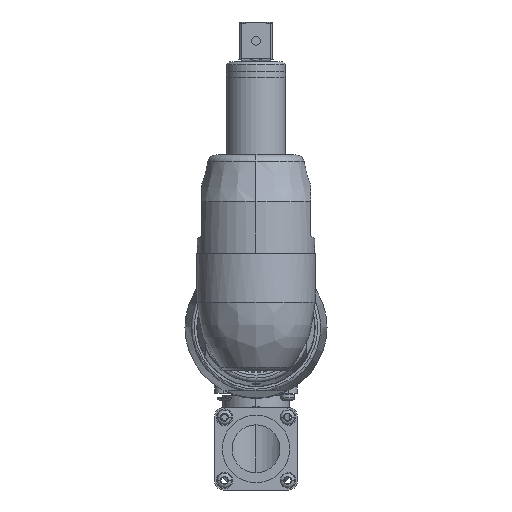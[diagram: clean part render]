
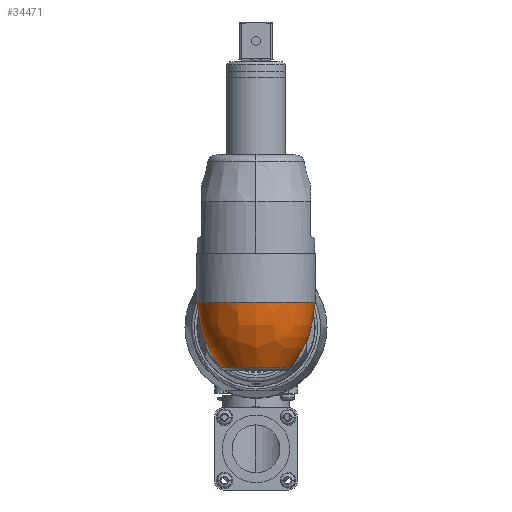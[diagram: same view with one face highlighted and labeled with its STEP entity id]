
A CAD part, left-side view. The second image highlights one B-rep face of the part: STEP entity #34471.
In plain terms, the highlighted free-form (B-spline) face has degree [3, 3] with [7, 4] control points.
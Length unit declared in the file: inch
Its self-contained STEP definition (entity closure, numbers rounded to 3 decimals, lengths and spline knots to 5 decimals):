
#25357=CARTESIAN_POINT('',(-14.2627,0.,-0.591));
#25358=DIRECTION('',(0.,0.,1.));
#25359=DIRECTION('',(0.766,0.643,0.));
#25360=AXIS2_PLACEMENT_3D('',#25357,#25358,#25359);
#25372=CARTESIAN_POINT('',(-14.2627,0.,0.375));
#25373=DIRECTION('',(0.,0.,-1.));
#25374=DIRECTION('',(0.73,-0.683,0.));
#25375=AXIS2_PLACEMENT_3D('',#25372,#25373,#25374);
#32226=CARTESIAN_POINT('',(-13.85956,-0.33831,
-0.591));
#32227=CARTESIAN_POINT('',(-13.86217,-0.3562,
-0.57971));
#32228=CARTESIAN_POINT('',(-13.86729,-0.39107,
-0.55547));
#32229=CARTESIAN_POINT('',(-13.8739,-0.4404,
-0.51431));
#32230=CARTESIAN_POINT('',(-13.87861,-0.48719,
-0.46772));
#32231=CARTESIAN_POINT('',(-13.88038,-0.53112,
-0.41523));
#32232=CARTESIAN_POINT('',(-13.87807,-0.57107,
-0.35731));
#32233=CARTESIAN_POINT('',(-13.87085,-0.60618,
-0.29436));
#32234=CARTESIAN_POINT('',(-13.85801,-0.63595,
-0.22603));
#32235=CARTESIAN_POINT('',(-13.83928,-0.65945,
-0.15264));
#32236=CARTESIAN_POINT('',(-13.8142,-0.67601,
-0.0729));
#32237=CARTESIAN_POINT('',(-13.78227,-0.68402,
0.01432));
#32238=CARTESIAN_POINT('',(-13.7445,-0.68116,
0.10685));
#32239=CARTESIAN_POINT('',(-13.70362,-0.66636,
0.19975));
#32240=CARTESIAN_POINT('',(-13.66171,-0.63972,
0.29026));
#32241=CARTESIAN_POINT('',(-13.63436,-0.61464,
0.34729));
#32242=CARTESIAN_POINT('',(-13.62092,-0.60026,
0.375));
#32338=CARTESIAN_POINT('',(-13.62092,0.60026,
0.375));
#32339=CARTESIAN_POINT('',(-13.63436,0.61463,
0.3473));
#32340=CARTESIAN_POINT('',(-13.6617,0.63971,
0.29027));
#32341=CARTESIAN_POINT('',(-13.70361,0.66635,
0.19977));
#32342=CARTESIAN_POINT('',(-13.7445,0.68116,
0.10687));
#32343=CARTESIAN_POINT('',(-13.78226,0.68402,
0.01434));
#32344=CARTESIAN_POINT('',(-13.8142,0.67601,
-0.0729));
#32345=CARTESIAN_POINT('',(-13.83929,0.65945,
-0.15266));
#32346=CARTESIAN_POINT('',(-13.85802,0.63595,
-0.22605));
#32347=CARTESIAN_POINT('',(-13.87085,0.60617,
-0.29438));
#32348=CARTESIAN_POINT('',(-13.87807,0.57106,
-0.35732));
#32349=CARTESIAN_POINT('',(-13.88038,0.53111,
-0.41525));
#32350=CARTESIAN_POINT('',(-13.87861,0.48718,
-0.46773));
#32351=CARTESIAN_POINT('',(-13.87389,0.44038,
-0.51433));
#32352=CARTESIAN_POINT('',(-13.86729,0.39104,
-0.55549));
#32353=CARTESIAN_POINT('',(-13.86217,0.35619,-0.57972));
#32354=CARTESIAN_POINT('',(-13.85956,0.33831,
-0.591));
#34302=VERTEX_POINT('',#32226);
#34303=VERTEX_POINT('',#32242);
#34306=VERTEX_POINT('',#32338);
#34307=VERTEX_POINT('',#32354);
#34433=CARTESIAN_POINT('',(-13.53778,-0.49642,
0.39599));
#34434=CARTESIAN_POINT('',(-13.53349,-0.49937,
0.02391));
#34435=CARTESIAN_POINT('',(-13.63872,-0.4273,
-0.32567));
#34436=CARTESIAN_POINT('',(-13.83972,-0.28966,
-0.60696));
#34437=CARTESIAN_POINT('',(-14.13373,-1.36668,
0.39599));
#34438=CARTESIAN_POINT('',(-14.13297,-1.37478,
0.02391));
#34439=CARTESIAN_POINT('',(-14.15169,-1.17637,
-0.32567));
#34440=CARTESIAN_POINT('',(-14.18745,-0.79745,
-0.60696));
#34441=CARTESIAN_POINT('',(-15.1413,-1.05475,
0.39599));
#34442=CARTESIAN_POINT('',(-15.14651,-1.061,
0.02391));
#34443=CARTESIAN_POINT('',(-15.01896,-0.90788,
-0.32567));
#34444=CARTESIAN_POINT('',(-14.77536,-0.61544,
-0.60696));
#34445=CARTESIAN_POINT('',(-15.1413,0.,
0.39599));
#34446=CARTESIAN_POINT('',(-15.14651,0.,
0.02391));
#34447=CARTESIAN_POINT('',(-15.01896,0.,
-0.32567));
#34448=CARTESIAN_POINT('',(-14.77536,0.,
-0.60696));
#34449=CARTESIAN_POINT('',(-15.1413,1.05475,
0.39599));
#34450=CARTESIAN_POINT('',(-15.14651,1.061,
0.02391));
#34451=CARTESIAN_POINT('',(-15.01896,0.90788,
-0.32567));
#34452=CARTESIAN_POINT('',(-14.77536,0.61544,
-0.60696));
#34453=CARTESIAN_POINT('',(-14.13373,1.36668,
0.39599));
#34454=CARTESIAN_POINT('',(-14.13297,1.37478,
0.02391));
#34455=CARTESIAN_POINT('',(-14.15169,1.17637,
-0.32567));
#34456=CARTESIAN_POINT('',(-14.18745,0.79745,
-0.60696));
#34457=CARTESIAN_POINT('',(-13.53778,0.49642,
0.39599));
#34458=CARTESIAN_POINT('',(-13.53349,0.49937,
0.02391));
#34459=CARTESIAN_POINT('',(-13.63872,0.4273,
-0.32567));
#34460=CARTESIAN_POINT('',(-13.83972,0.28966,
-0.60696));
#34461=(BOUNDED_SURFACE()B_SPLINE_SURFACE(3,3,((#34433,#34434,#34435,#34436),(
#34437,#34438,#34439,#34440),(#34441,#34442,#34443,#34444),(#34445,#34446,
#34447,#34448),(#34449,#34450,#34451,#34452),(#34453,#34454,#34455,#34456),(
#34457,#34458,#34459,#34460)),.UNSPECIFIED.,.F.,.F.,.F.)B_SPLINE_SURFACE_WITH_KNOTS((4,3,4),(4,4),(0.,1.,2.),(0.,1.),.UNSPECIFIED.)GEOMETRIC_REPRESENTATION_ITEM()RATIONAL_B_SPLINE_SURFACE(((1.596,1.526,
1.526,1.596),(0.847,0.81,
0.81,0.847),(0.847,0.81,
0.81,0.847),(1.596,1.526,
1.526,1.596),(0.847,0.81,
0.81,0.847),(0.847,0.81,
0.81,0.847),(1.596,1.526,
1.526,1.596)))REPRESENTATION_ITEM('')SURFACE());
#34463=ORIENTED_EDGE('',*,*,#34462,.F.);
#34464=ORIENTED_EDGE('',*,*,#34422,.F.);
#34466=ORIENTED_EDGE('',*,*,#34465,.F.);
#34468=ORIENTED_EDGE('',*,*,#34467,.F.);
#34469=EDGE_LOOP('',(#34463,#34464,#34466,#34468));
#34470=FACE_OUTER_BOUND('',#34469,.F.);
#34471=ADVANCED_FACE('',(#34470),#34461,.T.);
#25361=CIRCLE('',#25360,0.52629);
#25376=CIRCLE('',#25375,0.87875);
#32243=B_SPLINE_CURVE_WITH_KNOTS('',3,(#32226,#32227,#32228,#32229,#32230,
#32231,#32232,#32233,#32234,#32235,#32236,#32237,#32238,#32239,#32240,#32241,
#32242),.UNSPECIFIED.,.F.,.F.,(4,1,1,1,1,1,1,1,1,1,1,1,1,1,4),(0.,
0.07143,0.14286,0.21429,0.28571,
0.35714,0.42857,0.5,0.57143,0.64286,
0.71429,0.78571,0.85714,0.92857,1.),
.UNSPECIFIED.);
#32355=B_SPLINE_CURVE_WITH_KNOTS('',3,(#32338,#32339,#32340,#32341,#32342,
#32343,#32344,#32345,#32346,#32347,#32348,#32349,#32350,#32351,#32352,#32353,
#32354),.UNSPECIFIED.,.F.,.F.,(4,1,1,1,1,1,1,1,1,1,1,1,1,1,4),(0.,
0.07143,0.14286,0.21429,0.28571,
0.35714,0.42857,0.5,0.57143,0.64286,
0.71429,0.78571,0.85714,0.92857,1.),
.UNSPECIFIED.);
#34422=EDGE_CURVE('',#34307,#34302,#25361,.T.);
#34462=EDGE_CURVE('',#34302,#34303,#32243,.T.);
#34465=EDGE_CURVE('',#34306,#34307,#32355,.T.);
#34467=EDGE_CURVE('',#34303,#34306,#25376,.T.);
